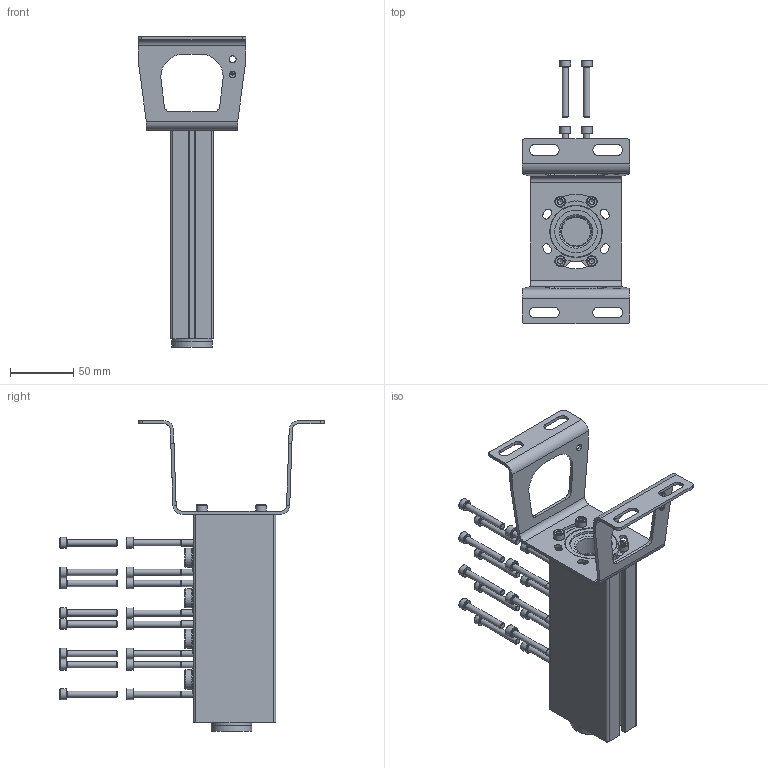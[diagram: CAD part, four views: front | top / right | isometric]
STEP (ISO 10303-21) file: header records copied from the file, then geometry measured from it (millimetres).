
FILE_DESCRIPTION(/* description */ ('STEP AP214'),/* implementation_level */ '2;1');
FILE_NAME(/* name */ '8026358_VABM-B10-30-G34-4-P53-E',/* time_stamp */ '2024-09-15T23:19:04+02:00',/* author */ ('License CC BY-ND 4.0'),/* organization */ ('CADENAS'),/* preprocessor_version */ 'ST-DEVELOPER v19.3',/* originating_system */ 'PARTsolutions',/* authorisation */ ' ');
FILE_SCHEMA (('AUTOMOTIVE_DESIGN {1 0 10303 214 3 1 1}'));
Length unit declared in the file: millimetre
Products named in the file (8): 8026358 VABM-B10-30-G34-4-P53-E; 8026358 VABM-B10-30-G34-4-P53-E---(M); 1654919 VUVS-G38---(S); 2191444 F-M5x60-10.9; 3572 B-3/4---(Plug); DIN-912 - M5x40(F); 1641443 VAME-B10-30-A-E---(V); DIN-912 - M5x12(F)
Assembly tree (27 placements, depth 2):
  8026358 VABM-B10-30-G34-4-P53-E
    8026358 VABM-B10-30-G34-4-P53-E---(M)
    1654919 VUVS-G38---(S)  x4
    2191444 F-M5x60-10.9  x8
    3572 B-3/4---(Plug)
    DIN-912 - M5x40(F)  x8
    1641443 VAME-B10-30-A-E---(V)
    DIN-912 - M5x12(F)  x4
Bounding box: 85 x 208 x 244.95 mm (x, y, z)
Volume: 334194.1 mm3; surface area: 121840.6 mm2
Topology: 27 solids, 27 shells, 960 faces, 2172 edges, 1317 vertices
Faces by surface type: plane 503, cone 223, cylinder 215, torus 19
Full cylindrical faces by diameter (mm): 4.134 x17, 4.75 x8, 5 x23, 5.5 x2, 8.5 x20, 9 x4, 12 x4, 15.1 x4, 18.1 x4, 22.5 x4, 22.8 x1, 24.117 x2, 26.441 x1, 28.8 x1, 32 x2, 33.5 x1, 41 x1
Entity records: 11151 total; most frequent: CARTESIAN_POINT 1981, DIRECTION 1930, ORIENTED_EDGE 1614, EDGE_CURVE 807, AXIS2_PLACEMENT_3D 736, VERTEX_POINT 589, FACE_BOUND 584, EDGE_LOOP 564
